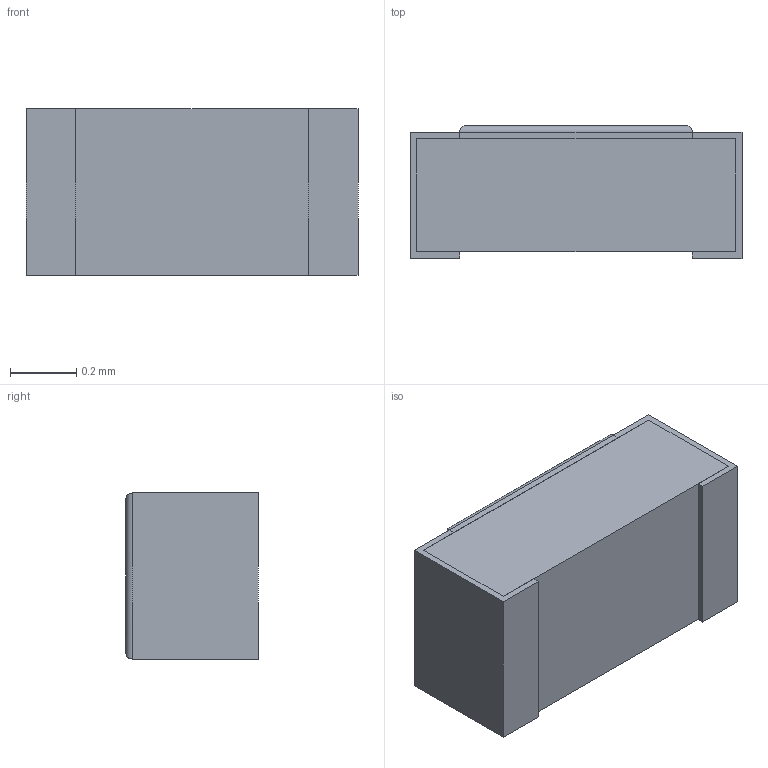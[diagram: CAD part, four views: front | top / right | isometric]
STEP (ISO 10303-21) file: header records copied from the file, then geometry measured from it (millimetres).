
FILE_DESCRIPTION (( 'STEP AP214' ), '1' );
FILE_NAME ('1E10.50.150.250.4.STEP', '2024-09-03T11:21:42', ( 'LENOVO' ), ( '' ), 'SwSTEP 2.0', 'SolidWorks 2021', '' );
FILE_SCHEMA (( 'AUTOMOTIVE_DESIGN' ));
Length unit declared in the file: millimetre
Products named in the file (1): 1E10.50.150.250.4
Bounding box: 1 x 0.4 x 0.5 mm (x, y, z)
Volume: 0.2 mm3; surface area: 4.1 mm2
Topology: 4 solids, 4 shells, 36 faces, 80 edges, 52 vertices
Faces by surface type: plane 32, cylinder 4
Entity records: 1033 total; most frequent: CARTESIAN_POINT 181, ORIENTED_EDGE 160, DIRECTION 150, EDGE_CURVE 80, LINE 76, VECTOR 76, VERTEX_POINT 52, AXIS2_PLACEMENT_3D 37
